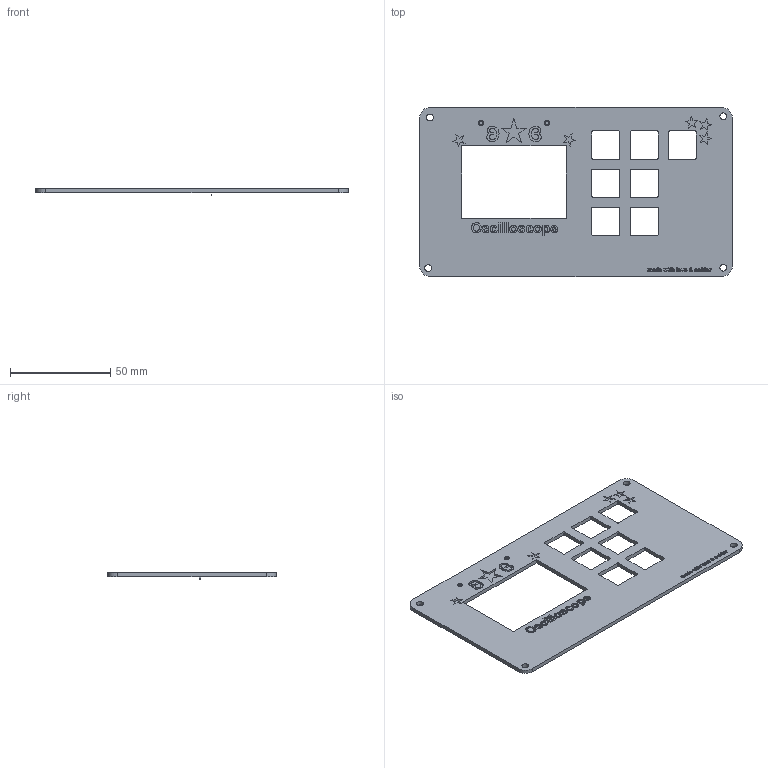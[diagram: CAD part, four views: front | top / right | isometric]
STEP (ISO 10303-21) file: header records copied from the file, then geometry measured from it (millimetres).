
FILE_DESCRIPTION(/* description */ (''),/* implementation_level */ '2;1');
FILE_NAME(/* name */ 'toposciloscopio.step',/* time_stamp */ '2026-01-29T14:40:44-03:00',/* author */ (''),/* organization */ (''),/* preprocessor_version */ 'ST-DEVELOPER v20.1',/* originating_system */ 'Autodesk Translation Framework v14.21.0.0',/* authorisation */ '');
FILE_SCHEMA (('AUTOMOTIVE_DESIGN { 1 0 10303 214 3 1 1 }'));
Length unit declared in the file: millimetre
Products named in the file (1): 2026-01-20-14-26-16-156
Bounding box: 155.73 x 84.29 x 3.14 mm (x, y, z)
Volume: 19378.9 mm3; surface area: 22447.1 mm2
Topology: 1 solids, 1 shells, 838 faces, 2319 edges, 1546 vertices
Faces by surface type: bspline 489, plane 309, cylinder 40
Full cylindrical faces by diameter (mm): 3.4 x4
Entity records: 31243 total; most frequent: CARTESIAN_POINT 13017, ORIENTED_EDGE 4638, EDGE_CURVE 2319, DIRECTION 2121, VERTEX_POINT 1546, LINE 1261, VECTOR 1261, B_SPLINE_CURVE_WITH_KNOTS 978
